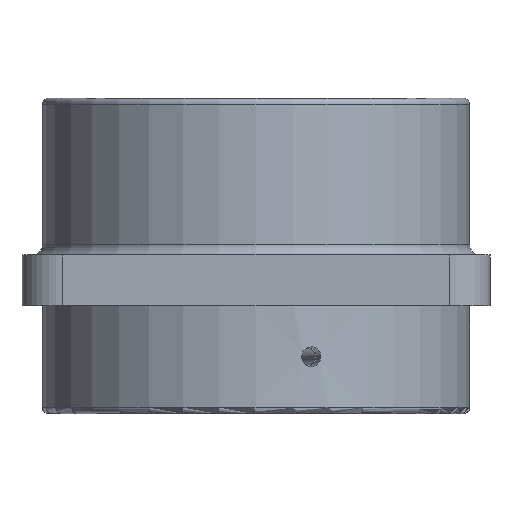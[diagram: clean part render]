
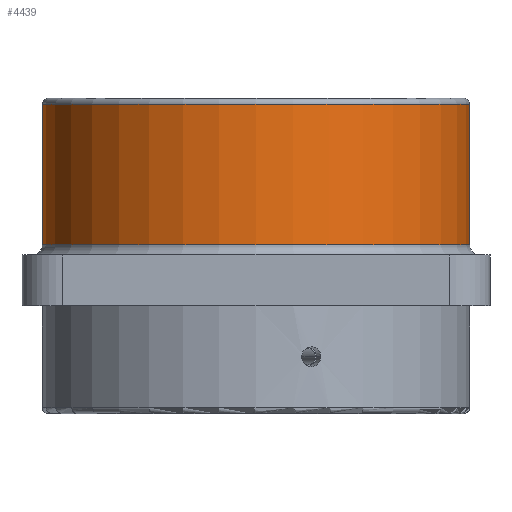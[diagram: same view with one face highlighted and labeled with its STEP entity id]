
A CAD part, front view. The second image highlights one B-rep face of the part: STEP entity #4439.
In plain terms, the highlighted cylindrical face has radius 105 mm (diameter 210 mm), a partial arc.
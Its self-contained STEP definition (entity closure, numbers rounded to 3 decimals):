
#136 = AXIS2_PLACEMENT_3D ( 'NONE', #6031, #2349, #305 ) ;
#277 = LINE ( 'NONE', #873, #4551 ) ;
#305 = DIRECTION ( 'NONE',  ( -1., 0., 0. ) ) ;
#360 = ORIENTED_EDGE ( 'NONE', *, *, #1281, .T. ) ;
#361 = CIRCLE ( 'NONE', #4147, 105. ) ;
#493 = DIRECTION ( 'NONE',  ( 1., 0., 0. ) ) ;
#873 = CARTESIAN_POINT ( 'NONE',  ( 105., 0., -77. ) ) ;
#1011 = EDGE_CURVE ( 'NONE', #6636, #4098, #277, .T. ) ;
#1281 = EDGE_CURVE ( 'NONE', #3241, #6636, #3808, .T. ) ;
#1640 = EDGE_CURVE ( 'NONE', #4098, #5672, #361, .T. ) ;
#1869 = DIRECTION ( 'NONE',  ( 1., 0., 0. ) ) ;
#1948 = DIRECTION ( 'NONE',  ( 0., 0., 1. ) ) ;
#2080 = LINE ( 'NONE', #2491, #4193 ) ;
#2349 = DIRECTION ( 'NONE',  ( 0., 0., 1. ) ) ;
#2491 = CARTESIAN_POINT ( 'NONE',  ( -105., 0., -77. ) ) ;
#2509 = FACE_OUTER_BOUND ( 'NONE', #5203, .T. ) ;
#2541 = DIRECTION ( 'NONE',  ( 0., 0., 1. ) ) ;
#2550 = CARTESIAN_POINT ( 'NONE',  ( -105., 0., -72. ) ) ;
#2682 = AXIS2_PLACEMENT_3D ( 'NONE', #3511, #2541, #493 ) ;
#2911 = DIRECTION ( 'NONE',  ( 0., 0., -1. ) ) ;
#2931 = DIRECTION ( 'NONE',  ( 0., 0., 1. ) ) ;
#3241 = VERTEX_POINT ( 'NONE', #2550 ) ;
#3344 = ORIENTED_EDGE ( 'NONE', *, *, #4292, .F. ) ;
#3480 = ORIENTED_EDGE ( 'NONE', *, *, #1640, .T. ) ;
#3511 = CARTESIAN_POINT ( 'NONE',  ( 0., 0., -77. ) ) ;
#3808 = CIRCLE ( 'NONE', #136, 105. ) ;
#4021 = CYLINDRICAL_SURFACE ( 'NONE', #2682, 105. ) ;
#4098 = VERTEX_POINT ( 'NONE', #6700 ) ;
#4147 = AXIS2_PLACEMENT_3D ( 'NONE', #5991, #2911, #1869 ) ;
#4193 = VECTOR ( 'NONE', #1948, 1000. ) ;
#4292 = EDGE_CURVE ( 'NONE', #3241, #5672, #2080, .T. ) ;
#4439 = ADVANCED_FACE ( 'NONE', ( #2509 ), #4021, .T. ) ;
#4551 = VECTOR ( 'NONE', #2931, 1000. ) ;
#5203 = EDGE_LOOP ( 'NONE', ( #3344, #360, #6530, #3480 ) ) ;
#5457 = CARTESIAN_POINT ( 'NONE',  ( 105., 0., -72. ) ) ;
#5672 = VERTEX_POINT ( 'NONE', #6708 ) ;
#5991 = CARTESIAN_POINT ( 'NONE',  ( 0., 0., -3. ) ) ;
#6031 = CARTESIAN_POINT ( 'NONE',  ( 0., 0., -72. ) ) ;
#6530 = ORIENTED_EDGE ( 'NONE', *, *, #1011, .T. ) ;
#6636 = VERTEX_POINT ( 'NONE', #5457 ) ;
#6700 = CARTESIAN_POINT ( 'NONE',  ( 105., 0., -3. ) ) ;
#6708 = CARTESIAN_POINT ( 'NONE',  ( -105., 0., -3. ) ) ;
